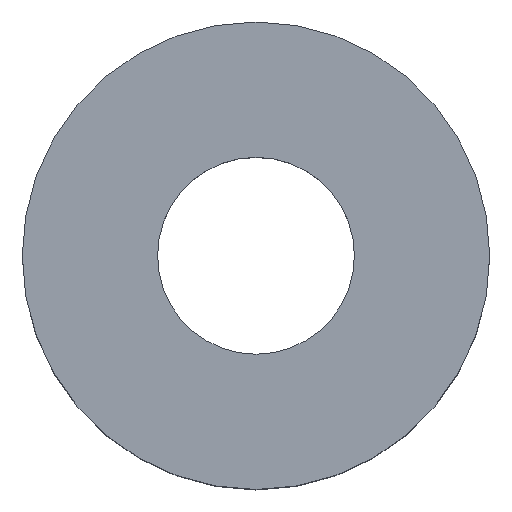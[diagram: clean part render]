
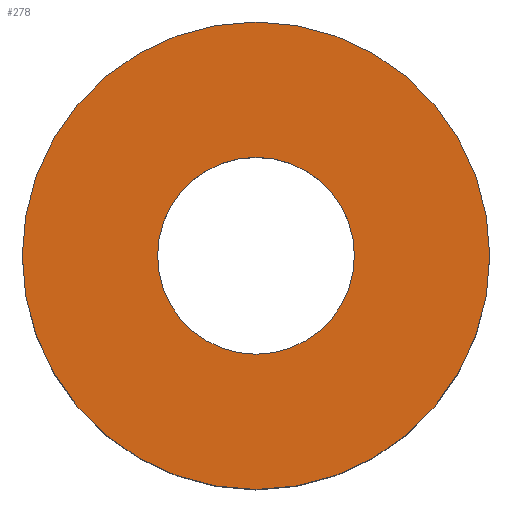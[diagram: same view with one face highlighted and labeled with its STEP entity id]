
A CAD part, top view. The second image highlights one B-rep face of the part: STEP entity #278.
In plain terms, the highlighted planar face has unit normal (0, 0, 1).
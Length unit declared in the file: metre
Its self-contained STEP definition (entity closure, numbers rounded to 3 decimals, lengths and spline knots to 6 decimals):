
#33=CIRCLE('',#312,0.00475);
#34=CIRCLE('',#314,0.002);
#52=ORIENTED_EDGE('',*,*,#127,.F.);
#53=ORIENTED_EDGE('',*,*,#126,.T.);
#126=EDGE_CURVE('',#164,#164,#33,.T.);
#127=EDGE_CURVE('',#165,#165,#34,.T.);
#164=VERTEX_POINT('',#445);
#165=VERTEX_POINT('',#448);
#224=EDGE_LOOP('',(#52));
#225=EDGE_LOOP('',(#53));
#248=FACE_BOUND('',#224,.T.);
#249=FACE_BOUND('',#225,.T.);
#269=PLANE('',#313);
#278=ADVANCED_FACE('',(#248,#249),#269,.T.);
#312=AXIS2_PLACEMENT_3D('',#444,#357,#358);
#313=AXIS2_PLACEMENT_3D('',#446,#359,#360);
#314=AXIS2_PLACEMENT_3D('',#447,#361,#362);
#357=DIRECTION('',(0.,0.,1.));
#358=DIRECTION('',(1.,0.,0.));
#359=DIRECTION('',(0.,0.,1.));
#360=DIRECTION('',(1.,0.,0.));
#361=DIRECTION('',(0.,0.,1.));
#362=DIRECTION('',(1.,0.,0.));
#444=CARTESIAN_POINT('',(0.00475,0.00475,0.0055));
#445=CARTESIAN_POINT('',(0.0095,0.00475,0.0055));
#446=CARTESIAN_POINT('',(0.00475,0.00475,0.0055));
#447=CARTESIAN_POINT('',(0.00475,0.00475,0.0055));
#448=CARTESIAN_POINT('',(0.00675,0.00475,0.0055));
